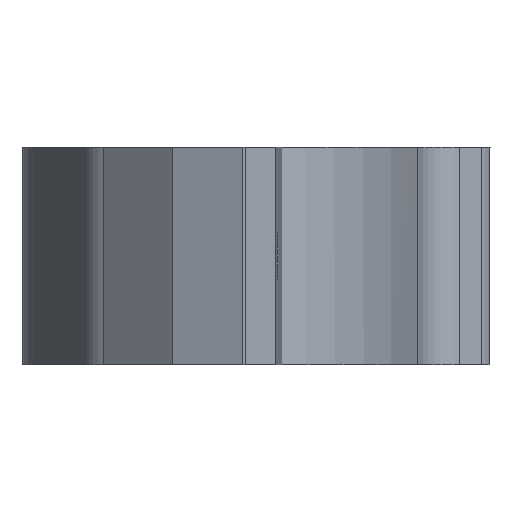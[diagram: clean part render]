
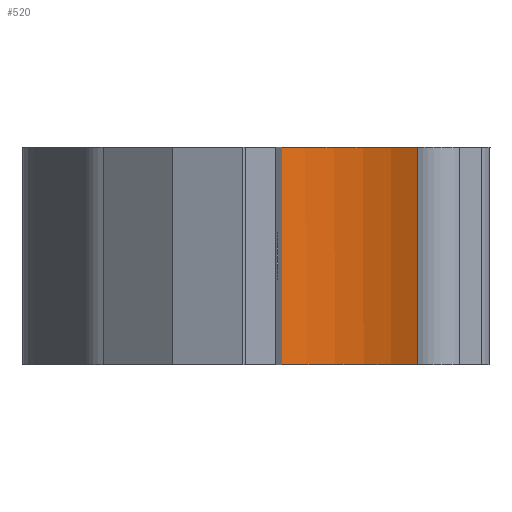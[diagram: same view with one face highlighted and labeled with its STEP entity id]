
A CAD part, left-side view. The second image highlights one B-rep face of the part: STEP entity #520.
In plain terms, the highlighted cylindrical face has radius 5 mm (diameter 10 mm), a partial arc.
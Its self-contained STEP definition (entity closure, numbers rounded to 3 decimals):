
#20=CIRCLE('',#551,5.);
#21=CIRCLE('',#552,5.);
#22=CIRCLE('',#553,5.);
#37=CYLINDRICAL_SURFACE('',#550,5.);
#46=FACE_OUTER_BOUND('',#74,.T.);
#74=EDGE_LOOP('',(#349,#350,#351,#352,#353,#354,#355));
#103=LINE('',#741,#155);
#105=LINE('',#746,#157);
#106=LINE('',#759,#158);
#155=VECTOR('',#595,10.);
#157=VECTOR('',#599,5.);
#158=VECTOR('',#604,5.);
#208=B_SPLINE_CURVE_WITH_KNOTS('',3,(#749,#750,#751,#752,#753,#754,#755),
 .UNSPECIFIED.,.F.,.F.,(4,3,4),(0.172,0.195,0.219),
 .UNSPECIFIED.);
#216=VERTEX_POINT('',#731);
#218=VERTEX_POINT('',#740);
#219=VERTEX_POINT('',#744);
#220=VERTEX_POINT('',#745);
#221=VERTEX_POINT('',#748);
#222=VERTEX_POINT('',#756);
#223=VERTEX_POINT('',#758);
#269=EDGE_CURVE('',#216,#218,#103,.T.);
#271=EDGE_CURVE('',#219,#220,#105,.T.);
#272=EDGE_CURVE('',#218,#219,#20,.T.);
#273=EDGE_CURVE('',#216,#221,#208,.T.);
#274=EDGE_CURVE('',#222,#221,#21,.T.);
#275=EDGE_CURVE('',#223,#222,#106,.T.);
#276=EDGE_CURVE('',#223,#220,#22,.T.);
#349=ORIENTED_EDGE('',*,*,#271,.F.);
#350=ORIENTED_EDGE('',*,*,#272,.F.);
#351=ORIENTED_EDGE('',*,*,#269,.F.);
#352=ORIENTED_EDGE('',*,*,#273,.T.);
#353=ORIENTED_EDGE('',*,*,#274,.F.);
#354=ORIENTED_EDGE('',*,*,#275,.F.);
#355=ORIENTED_EDGE('',*,*,#276,.T.);
#520=ADVANCED_FACE('',(#46),#37,.F.);
#550=AXIS2_PLACEMENT_3D('',#743,#597,#598);
#551=AXIS2_PLACEMENT_3D('',#747,#600,#601);
#552=AXIS2_PLACEMENT_3D('',#757,#602,#603);
#553=AXIS2_PLACEMENT_3D('',#760,#605,#606);
#595=DIRECTION('',(0.,0.,1.));
#597=DIRECTION('center_axis',(0.,0.,
-1.));
#598=DIRECTION('ref_axis',(-0.021,-1.,0.));
#599=DIRECTION('',(0.,0.,-1.));
#600=DIRECTION('center_axis',(0.,0.,
-1.));
#601=DIRECTION('ref_axis',(0.865,-0.502,0.));
#602=DIRECTION('center_axis',(0.,0.,
-1.));
#603=DIRECTION('ref_axis',(-0.021,-1.,0.));
#604=DIRECTION('',(0.,0.,1.));
#605=DIRECTION('center_axis',(0.,0.,
-1.));
#606=DIRECTION('ref_axis',(-0.021,-1.,0.));
#731=CARTESIAN_POINT('',(126.,61.507,10.606));
#740=CARTESIAN_POINT('',(126.,61.507,10.647));
#741=CARTESIAN_POINT('',(126.,61.507,7.647));
#743=CARTESIAN_POINT('Origin',(123.467,57.196,10.897));
#744=CARTESIAN_POINT('',(127.792,54.686,10.647));
#745=CARTESIAN_POINT('',(127.792,54.686,4.147));
#746=CARTESIAN_POINT('',(127.792,54.686,10.897));
#747=CARTESIAN_POINT('Origin',(123.467,57.196,10.647));
#748=CARTESIAN_POINT('',(125.587,61.725,10.647));
#749=CARTESIAN_POINT('Ctrl Pts',(126.,61.507,10.606));
#750=CARTESIAN_POINT('Ctrl Pts',(125.934,61.546,10.62));
#751=CARTESIAN_POINT('Ctrl Pts',(125.866,61.584,10.63));
#752=CARTESIAN_POINT('Ctrl Pts',(125.797,61.62,10.637));
#753=CARTESIAN_POINT('Ctrl Pts',(125.728,61.657,10.643));
#754=CARTESIAN_POINT('Ctrl Pts',(125.658,61.692,10.647));
#755=CARTESIAN_POINT('Ctrl Pts',(125.587,61.725,10.647));
#756=CARTESIAN_POINT('',(123.573,62.195,10.647));
#757=CARTESIAN_POINT('Origin',(123.467,57.196,10.647));
#758=CARTESIAN_POINT('',(123.573,62.195,4.147));
#759=CARTESIAN_POINT('',(123.573,62.195,10.897));
#760=CARTESIAN_POINT('Origin',(123.467,57.196,4.147));
